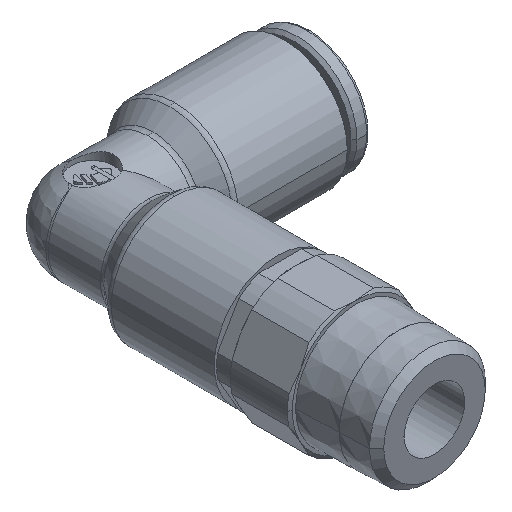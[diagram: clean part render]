
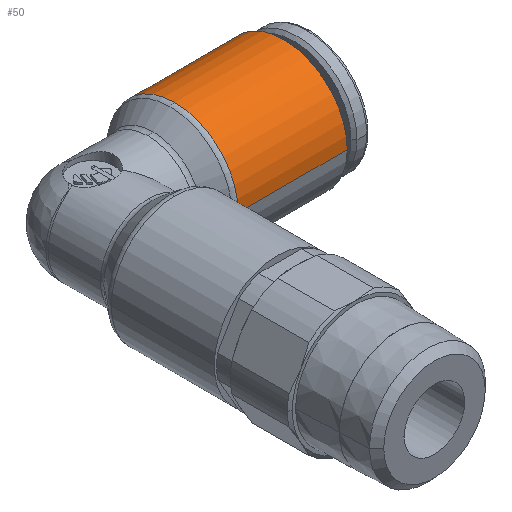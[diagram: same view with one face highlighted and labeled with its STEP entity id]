
A CAD part, isometric view. The second image highlights one B-rep face of the part: STEP entity #50.
In plain terms, the highlighted cylindrical face has radius 5.25 mm (diameter 10.5 mm), a partial arc.
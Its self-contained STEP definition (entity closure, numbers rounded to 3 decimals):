
#50=ADVANCED_FACE('',(#191),#192,.T.);
#191=FACE_OUTER_BOUND('',#476,.T.);
#192=CYLINDRICAL_SURFACE('',#477,5.25);
#476=EDGE_LOOP('',(#783,#784,#785,#786,#787));
#477=AXIS2_PLACEMENT_3D('',#788,#789,#790);
#783=ORIENTED_EDGE('',*,*,#1845,.F.);
#784=ORIENTED_EDGE('',*,*,#1846,.T.);
#785=ORIENTED_EDGE('',*,*,#1847,.T.);
#786=ORIENTED_EDGE('',*,*,#1848,.F.);
#787=ORIENTED_EDGE('',*,*,#1849,.F.);
#788=CARTESIAN_POINT('',(11.195,21.65,0.0));
#789=DIRECTION('',(1.0,0.0,0.0));
#790=DIRECTION('',(0.0,1.0,0.0));
#1845=EDGE_CURVE('',#2193,#2194,#2195,.T.);
#1846=EDGE_CURVE('',#2193,#2196,#2197,.T.);
#1847=EDGE_CURVE('',#2196,#2198,#2199,.T.);
#1848=EDGE_CURVE('',#2200,#2198,#2201,.T.);
#1849=EDGE_CURVE('',#2194,#2200,#2202,.T.);
#2193=VERTEX_POINT('',#2744);
#2194=VERTEX_POINT('',#2745);
#2195=LINE('',#2746,#2747);
#2196=VERTEX_POINT('',#2748);
#2197=CIRCLE('',#2749,5.25);
#2198=VERTEX_POINT('',#2750);
#2199=CIRCLE('',#2751,5.25);
#2200=VERTEX_POINT('',#2752);
#2201=LINE('',#2753,#2754);
#2202=CIRCLE('',#2755,5.25);
#2744=CARTESIAN_POINT('',(6.695,26.9,0.0));
#2745=CARTESIAN_POINT('',(15.695,26.9,0.0));
#2746=CARTESIAN_POINT('',(11.195,26.9,0.));
#2747=VECTOR('',#4197,1.0);
#2748=CARTESIAN_POINT('',(6.695,21.65,5.25));
#2749=AXIS2_PLACEMENT_3D('',#4198,#4199,#4200);
#2750=CARTESIAN_POINT('',(6.695,16.4,0.));
#2751=AXIS2_PLACEMENT_3D('',#4201,#4202,#4203);
#2752=CARTESIAN_POINT('',(15.695,16.4,0.));
#2753=CARTESIAN_POINT('',(11.195,16.4,0.));
#2754=VECTOR('',#4204,1.0);
#2755=AXIS2_PLACEMENT_3D('',#4205,#4206,#4207);
#4197=DIRECTION('',(1.0,0.0,0.0));
#4198=CARTESIAN_POINT('',(6.695,21.65,0.0));
#4199=DIRECTION('',(1.0,0.0,0.0));
#4200=DIRECTION('',(0.0,1.0,0.0));
#4201=CARTESIAN_POINT('',(6.695,21.65,0.0));
#4202=DIRECTION('',(1.0,0.0,0.0));
#4203=DIRECTION('',(0.0,1.0,0.0));
#4204=DIRECTION('',(-1.0,-0.0,-0.0));
#4205=CARTESIAN_POINT('',(15.695,21.65,0.0));
#4206=DIRECTION('',(1.0,0.0,0.0));
#4207=DIRECTION('',(0.0,1.0,0.0));
